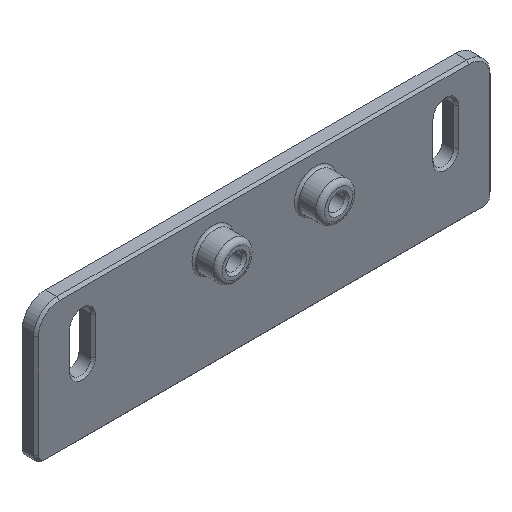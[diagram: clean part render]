
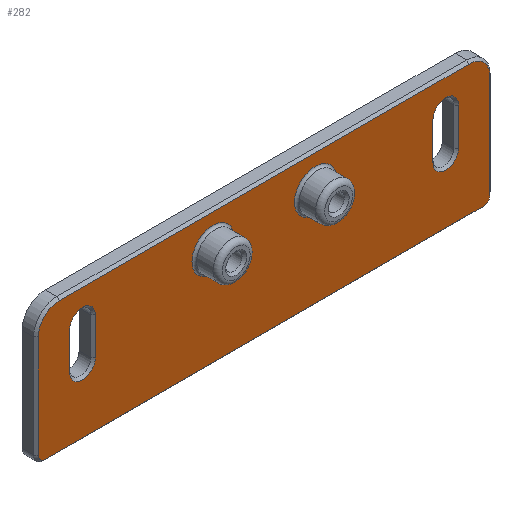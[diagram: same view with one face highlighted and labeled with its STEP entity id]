
A CAD part, isometric view. The second image highlights one B-rep face of the part: STEP entity #282.
In plain terms, the highlighted planar face has unit normal (0, -1, 0).
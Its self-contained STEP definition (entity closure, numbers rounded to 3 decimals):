
#42=FACE_BOUND('',#730,.T.);
#43=FACE_BOUND('',#731,.T.);
#44=FACE_BOUND('',#732,.T.);
#45=FACE_BOUND('',#733,.T.);
#46=FACE_BOUND('',#734,.T.);
#123=CIRCLE('',#2989,2.75);
#128=CIRCLE('',#2996,4.5);
#132=CIRCLE('',#3001,4.5);
#183=CIRCLE('',#3122,1.5);
#184=CIRCLE('',#3123,1.5);
#185=CIRCLE('',#3124,4.5);
#186=CIRCLE('',#3125,4.5);
#187=CIRCLE('',#3126,2.75);
#188=CIRCLE('',#3127,2.75);
#189=CIRCLE('',#3128,2.75);
#282=ADVANCED_FACE('',(#42,#43,#44,#45,#46),#420,.F.);
#420=PLANE('',#3129);
#730=EDGE_LOOP('',(#1176,#1177,#1178,#1179,#1180,#1181,#1182,#1183));
#731=EDGE_LOOP('',(#1184,#1185,#1186,#1187));
#732=EDGE_LOOP('',(#1188,#1189,#1190,#1191));
#733=EDGE_LOOP('',(#1192));
#734=EDGE_LOOP('',(#1193));
#1176=ORIENTED_EDGE('',*,*,#2196,.F.);
#1177=ORIENTED_EDGE('',*,*,#2197,.F.);
#1178=ORIENTED_EDGE('',*,*,#2198,.F.);
#1179=ORIENTED_EDGE('',*,*,#2199,.F.);
#1180=ORIENTED_EDGE('',*,*,#2200,.F.);
#1181=ORIENTED_EDGE('',*,*,#2201,.F.);
#1182=ORIENTED_EDGE('',*,*,#2202,.F.);
#1183=ORIENTED_EDGE('',*,*,#2203,.F.);
#1184=ORIENTED_EDGE('',*,*,#2204,.F.);
#1185=ORIENTED_EDGE('',*,*,#1937,.F.);
#1186=ORIENTED_EDGE('',*,*,#1940,.F.);
#1187=ORIENTED_EDGE('',*,*,#2205,.F.);
#1188=ORIENTED_EDGE('',*,*,#2206,.F.);
#1189=ORIENTED_EDGE('',*,*,#2207,.F.);
#1190=ORIENTED_EDGE('',*,*,#2208,.F.);
#1191=ORIENTED_EDGE('',*,*,#2209,.F.);
#1192=ORIENTED_EDGE('',*,*,#1951,.F.);
#1193=ORIENTED_EDGE('',*,*,#1947,.F.);
#1668=VERTEX_POINT('',#4069);
#1671=VERTEX_POINT('',#4074);
#1673=VERTEX_POINT('',#4080);
#1680=VERTEX_POINT('',#4096);
#1683=VERTEX_POINT('',#4104);
#1880=VERTEX_POINT('',#4617);
#1881=VERTEX_POINT('',#4618);
#1882=VERTEX_POINT('',#4620);
#1883=VERTEX_POINT('',#4622);
#1884=VERTEX_POINT('',#4624);
#1885=VERTEX_POINT('',#4626);
#1886=VERTEX_POINT('',#4628);
#1887=VERTEX_POINT('',#4630);
#1888=VERTEX_POINT('',#4633);
#1889=VERTEX_POINT('',#4636);
#1890=VERTEX_POINT('',#4637);
#1891=VERTEX_POINT('',#4639);
#1892=VERTEX_POINT('',#4641);
#1937=EDGE_CURVE('',#1671,#1668,#2345,.T.);
#1940=EDGE_CURVE('',#1673,#1671,#123,.T.);
#1947=EDGE_CURVE('',#1680,#1680,#128,.T.);
#1951=EDGE_CURVE('',#1683,#1683,#132,.T.);
#2196=EDGE_CURVE('',#1880,#1881,#183,.T.);
#2197=EDGE_CURVE('',#1882,#1880,#2543,.T.);
#2198=EDGE_CURVE('',#1883,#1882,#184,.T.);
#2199=EDGE_CURVE('',#1884,#1883,#2544,.T.);
#2200=EDGE_CURVE('',#1885,#1884,#185,.T.);
#2201=EDGE_CURVE('',#1886,#1885,#2545,.T.);
#2202=EDGE_CURVE('',#1887,#1886,#186,.T.);
#2203=EDGE_CURVE('',#1881,#1887,#2546,.T.);
#2204=EDGE_CURVE('',#1668,#1888,#187,.T.);
#2205=EDGE_CURVE('',#1888,#1673,#2547,.T.);
#2206=EDGE_CURVE('',#1889,#1890,#188,.T.);
#2207=EDGE_CURVE('',#1891,#1889,#2548,.T.);
#2208=EDGE_CURVE('',#1892,#1891,#189,.T.);
#2209=EDGE_CURVE('',#1890,#1892,#2549,.T.);
#2345=LINE('',#4075,#2667);
#2543=LINE('',#4619,#2865);
#2544=LINE('',#4623,#2866);
#2545=LINE('',#4627,#2867);
#2546=LINE('',#4631,#2868);
#2547=LINE('',#4634,#2869);
#2548=LINE('',#4638,#2870);
#2549=LINE('',#4642,#2871);
#2667=VECTOR('',#3244,1.);
#2865=VECTOR('',#3714,1.);
#2866=VECTOR('',#3717,1.);
#2867=VECTOR('',#3720,1.);
#2868=VECTOR('',#3723,1.);
#2869=VECTOR('',#3726,1.);
#2870=VECTOR('',#3729,1.);
#2871=VECTOR('',#3732,1.);
#2989=AXIS2_PLACEMENT_3D('',#4081,#3250,#3251);
#2996=AXIS2_PLACEMENT_3D('',#4097,#3266,#3267);
#3001=AXIS2_PLACEMENT_3D('',#4105,#3276,#3277);
#3122=AXIS2_PLACEMENT_3D('',#4616,#3712,#3713);
#3123=AXIS2_PLACEMENT_3D('',#4621,#3715,#3716);
#3124=AXIS2_PLACEMENT_3D('',#4625,#3718,#3719);
#3125=AXIS2_PLACEMENT_3D('',#4629,#3721,#3722);
#3126=AXIS2_PLACEMENT_3D('',#4632,#3724,#3725);
#3127=AXIS2_PLACEMENT_3D('',#4635,#3727,#3728);
#3128=AXIS2_PLACEMENT_3D('',#4640,#3730,#3731);
#3129=AXIS2_PLACEMENT_3D('',#4643,#3733,#3734);
#3244=DIRECTION('',(0.,0.,-1.));
#3250=DIRECTION('',(0.,-1.,0.));
#3251=DIRECTION('',(1.,0.,0.));
#3266=DIRECTION('',(0.,-1.,0.));
#3267=DIRECTION('',(1.,0.,0.));
#3276=DIRECTION('',(0.,-1.,0.));
#3277=DIRECTION('',(1.,0.,0.));
#3712=DIRECTION('',(0.,1.,0.));
#3713=DIRECTION('',(1.,0.,0.));
#3714=DIRECTION('',(-1.,0.,0.));
#3715=DIRECTION('',(0.,1.,0.));
#3716=DIRECTION('',(1.,0.,0.));
#3717=DIRECTION('',(0.,0.,-1.));
#3718=DIRECTION('',(0.,1.,0.));
#3719=DIRECTION('',(1.,0.,0.));
#3720=DIRECTION('',(1.,0.,0.));
#3721=DIRECTION('',(0.,1.,0.));
#3722=DIRECTION('',(1.,0.,0.));
#3723=DIRECTION('',(0.,0.,1.));
#3724=DIRECTION('',(0.,-1.,0.));
#3725=DIRECTION('',(1.,0.,0.));
#3726=DIRECTION('',(0.,0.,1.));
#3727=DIRECTION('',(0.,-1.,0.));
#3728=DIRECTION('',(1.,0.,0.));
#3729=DIRECTION('',(0.,0.,-1.));
#3730=DIRECTION('',(0.,-1.,0.));
#3731=DIRECTION('',(1.,0.,0.));
#3732=DIRECTION('',(0.,0.,1.));
#3733=DIRECTION('',(0.,1.,0.));
#3734=DIRECTION('',(-1.,0.,0.));
#4069=CARTESIAN_POINT('',(36.25,-3.,14.));
#4074=CARTESIAN_POINT('',(36.25,-3.,22.));
#4075=CARTESIAN_POINT('',(36.25,-3.,14.));
#4080=CARTESIAN_POINT('',(41.75,-3.,22.));
#4081=CARTESIAN_POINT('',(39.,-3.,22.));
#4096=CARTESIAN_POINT('',(-15.5,-3.,21.5));
#4097=CARTESIAN_POINT('',(-11.,-3.,21.5));
#4104=CARTESIAN_POINT('',(6.5,-3.,21.5));
#4105=CARTESIAN_POINT('',(11.,-3.,21.5));
#4616=CARTESIAN_POINT('',(-47.,-3.,2.));
#4617=CARTESIAN_POINT('',(-47.,-3.,0.5));
#4618=CARTESIAN_POINT('',(-48.5,-3.,2.));
#4619=CARTESIAN_POINT('',(-47.,-3.,0.5));
#4620=CARTESIAN_POINT('',(47.,-3.,0.5));
#4621=CARTESIAN_POINT('',(47.,-3.,2.));
#4622=CARTESIAN_POINT('',(48.5,-3.,2.));
#4623=CARTESIAN_POINT('',(48.5,-3.,2.));
#4624=CARTESIAN_POINT('',(48.5,-3.,24.));
#4625=CARTESIAN_POINT('',(44.,-3.,24.));
#4626=CARTESIAN_POINT('',(44.,-3.,28.5));
#4627=CARTESIAN_POINT('',(44.,-3.,28.5));
#4628=CARTESIAN_POINT('',(-44.,-3.,28.5));
#4629=CARTESIAN_POINT('',(-44.,-3.,24.));
#4630=CARTESIAN_POINT('',(-48.5,-3.,24.));
#4631=CARTESIAN_POINT('',(-48.5,-3.,24.));
#4632=CARTESIAN_POINT('',(39.,-3.,14.));
#4633=CARTESIAN_POINT('',(41.75,-3.,14.));
#4634=CARTESIAN_POINT('',(41.75,-3.,22.));
#4635=CARTESIAN_POINT('',(-39.,-3.,14.));
#4636=CARTESIAN_POINT('',(-41.75,-3.,14.));
#4637=CARTESIAN_POINT('',(-36.25,-3.,14.));
#4638=CARTESIAN_POINT('',(-41.75,-3.,14.));
#4639=CARTESIAN_POINT('',(-41.75,-3.,22.));
#4640=CARTESIAN_POINT('',(-39.,-3.,22.));
#4641=CARTESIAN_POINT('',(-36.25,-3.,22.));
#4642=CARTESIAN_POINT('',(-36.25,-3.,22.));
#4643=CARTESIAN_POINT('',(0.,-3.,14.5));
